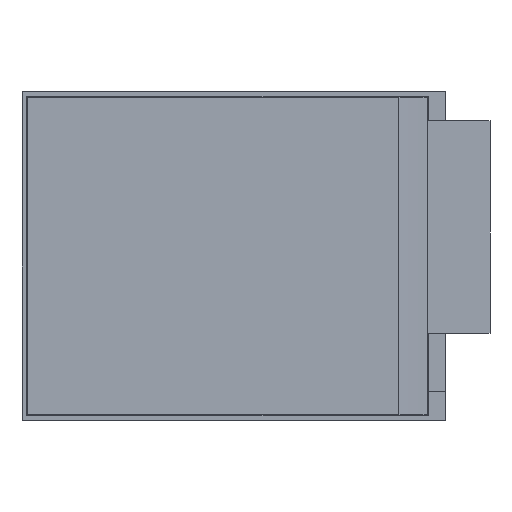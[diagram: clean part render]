
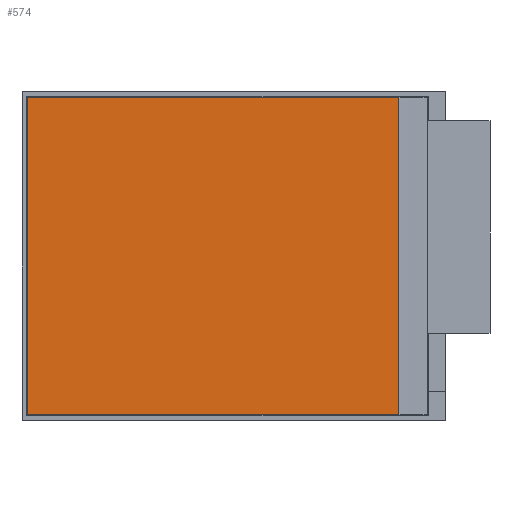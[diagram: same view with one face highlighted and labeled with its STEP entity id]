
A CAD part, top view. The second image highlights one B-rep face of the part: STEP entity #574.
In plain terms, the highlighted planar face has unit normal (0, 0, 1).
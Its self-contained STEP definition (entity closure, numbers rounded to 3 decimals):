
#460 = VERTEX_POINT('',#461);
#461 = CARTESIAN_POINT('',(0.6,0.6,2.7));
#467 = EDGE_CURVE('',#460,#468,#470,.T.);
#468 = VERTEX_POINT('',#469);
#469 = CARTESIAN_POINT('',(38.986,0.6,2.7));
#470 = LINE('',#471,#472);
#471 = CARTESIAN_POINT('',(0.6,0.6,2.7));
#472 = VECTOR('',#473,1.);
#473 = DIRECTION('',(1.,0.,0.));
#554 = EDGE_CURVE('',#468,#555,#557,.T.);
#555 = VERTEX_POINT('',#556);
#556 = CARTESIAN_POINT('',(38.986,33.4,2.7));
#557 = LINE('',#558,#559);
#558 = CARTESIAN_POINT('',(38.986,0.6,2.7));
#559 = VECTOR('',#560,1.);
#560 = DIRECTION('',(0.,1.,0.));
#574 = ADVANCED_FACE('',(#575),#593,.T.);
#575 = FACE_BOUND('',#576,.T.);
#576 = EDGE_LOOP('',(#577,#585,#586,#587));
#577 = ORIENTED_EDGE('',*,*,#578,.T.);
#578 = EDGE_CURVE('',#579,#460,#581,.T.);
#579 = VERTEX_POINT('',#580);
#580 = CARTESIAN_POINT('',(0.6,33.4,2.7));
#581 = LINE('',#582,#583);
#582 = CARTESIAN_POINT('',(0.6,33.4,2.7));
#583 = VECTOR('',#584,1.);
#584 = DIRECTION('',(0.,-1.,0.));
#585 = ORIENTED_EDGE('',*,*,#467,.T.);
#586 = ORIENTED_EDGE('',*,*,#554,.T.);
#587 = ORIENTED_EDGE('',*,*,#588,.T.);
#588 = EDGE_CURVE('',#555,#579,#589,.T.);
#589 = LINE('',#590,#591);
#590 = CARTESIAN_POINT('',(41.9,33.4,2.7));
#591 = VECTOR('',#592,1.);
#592 = DIRECTION('',(-1.,0.,0.));
#593 = PLANE('',#594);
#594 = AXIS2_PLACEMENT_3D('',#595,#596,#597);
#595 = CARTESIAN_POINT('',(21.25,17.,2.7));
#596 = DIRECTION('',(0.,0.,1.));
#597 = DIRECTION('',(1.,0.,0.));
